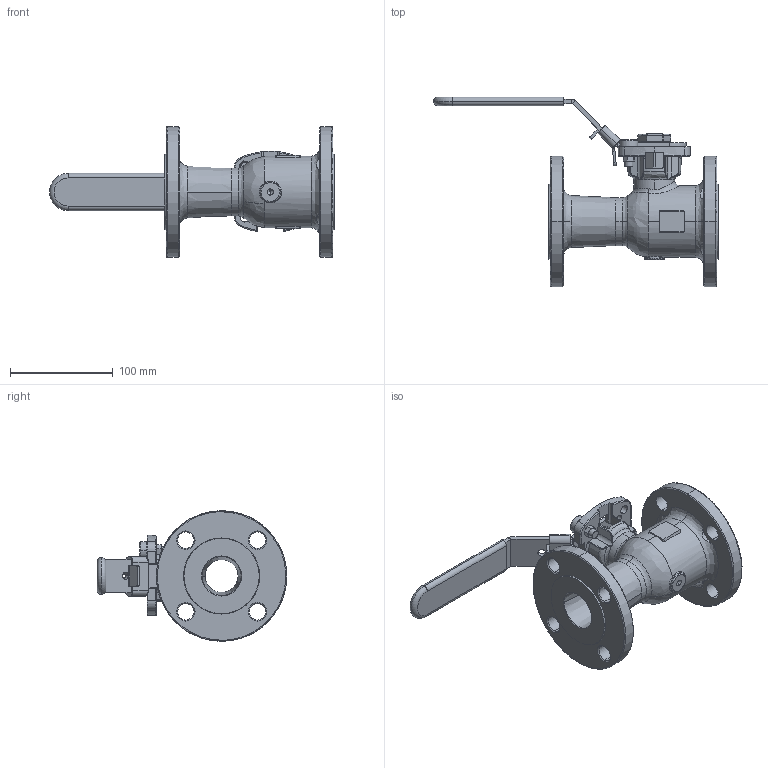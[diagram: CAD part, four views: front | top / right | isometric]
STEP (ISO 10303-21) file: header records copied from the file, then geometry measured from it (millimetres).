
FILE_DESCRIPTION (( 'STEP AP214' ), '1' );
FILE_NAME ('F91-F1-0150-XXX.step', '2019-11-14T18:09:31', ( '' ), ( '' ), 'SwSTEP 2.0', 'SolidWorks 2019', '' );
FILE_SCHEMA (( 'AUTOMOTIVE_DESIGN' ));
Length unit declared in the file: inch
Products named in the file (2): F91-F1-0150-XXX
Bounding box: 277.28 x 184.61 x 127 mm (x, y, z)
Surface area: 135697.2 mm2 (no closed solid volume)
Topology: 0 solids, 9 shells, 451 faces, 1208 edges, 736 vertices
Faces by surface type: cylinder 161, plane 132, bspline 89, cone 61, torus 8
Entity records: 48149 total; most frequent: CARTESIAN_POINT 31783, ORIENTED_EDGE 2261, DIRECTION 2029, EDGE_CURVE 1193, AXIS2_PLACEMENT_3D 762, VERTEX_POINT 736, LINE 505, VECTOR 505
